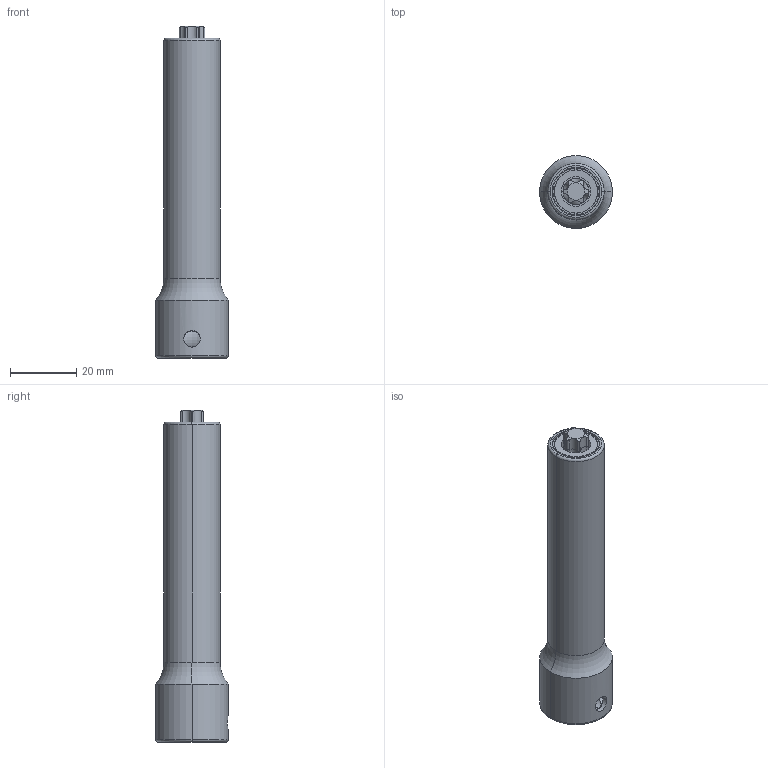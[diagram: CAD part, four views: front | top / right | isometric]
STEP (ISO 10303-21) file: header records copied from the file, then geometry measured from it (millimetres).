
FILE_DESCRIPTION((''),'2;1');
FILE_NAME('4027122746_ASM','2023-08-22T11:04:42',('A00565553'),(''),'CREO PARAMETRIC BY PTC INC, 2022414','CREO PARAMETRIC BY PTC INC, 2022414','');
FILE_SCHEMA(('CONFIG_CONTROL_DESIGN','GEOMETRIC_VALIDATION_PROPERTIES_MIM'));
Length unit declared in the file: millimetre
Products named in the file (6): 4027905845; 4027901682; 4027907743; 4027904092_ASM; 4027037744; 4027122746_ASM
Assembly tree (5 placements, depth 3):
  4027122746_ASM
    4027905845
    4027904092_ASM
      4027901682
      4027907743
    4027037744
Bounding box: 22 x 22 x 100.3 mm (x, y, z)
Volume: 21972.1 mm3; surface area: 15310 mm2
Topology: 4 solids, 4 shells, 135 faces, 343 edges, 216 vertices
Faces by surface type: cylinder 65, torus 37, plane 21, cone 12
Entity records: 5377 total; most frequent: CARTESIAN_POINT 1579, DIRECTION 694, ORIENTED_EDGE 686, EDGE_CURVE 343, AXIS2_PLACEMENT_3D 302, VERTEX_POINT 216, CIRCLE 154, EDGE_LOOP 147
